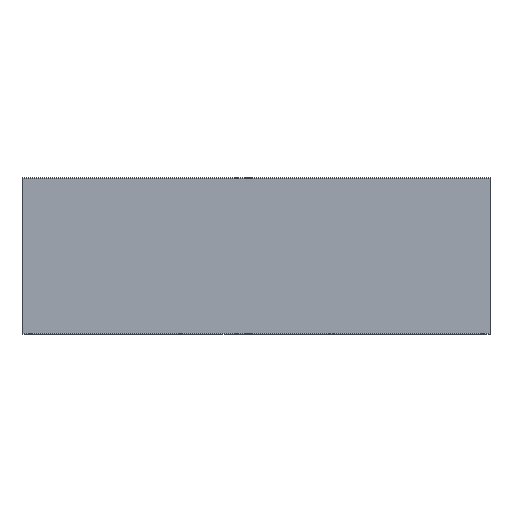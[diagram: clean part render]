
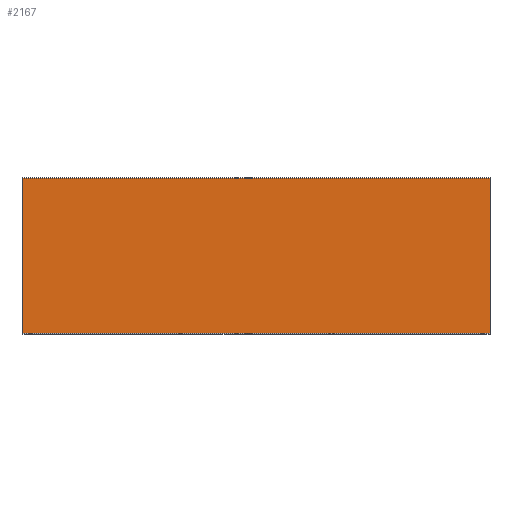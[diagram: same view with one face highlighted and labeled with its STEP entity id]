
A CAD part, top view. The second image highlights one B-rep face of the part: STEP entity #2167.
In plain terms, the highlighted face is planar.
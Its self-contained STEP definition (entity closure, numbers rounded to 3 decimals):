
#205 = EDGE_CURVE ( 'NONE', #1846, #2142, #2965, .T. ) ;
#229 = CARTESIAN_POINT ( 'NONE',  ( 1495., 498.5, -3. ) ) ;
#392 = ORIENTED_EDGE ( 'NONE', *, *, #3987, .F. ) ;
#561 = LINE ( 'NONE', #3425, #2730 ) ;
#731 = LINE ( 'NONE', #3610, #2351 ) ;
#1127 = CARTESIAN_POINT ( 'NONE',  ( 1495., -492.5, -3. ) ) ;
#1322 = CARTESIAN_POINT ( 'NONE',  ( 0., 0., -3. ) ) ;
#1334 = ORIENTED_EDGE ( 'NONE', *, *, #4143, .F. ) ;
#1846 = VERTEX_POINT ( 'NONE', #1127 ) ;
#1995 = DIRECTION ( 'NONE',  ( 0., 0., -1. ) ) ;
#2042 = VECTOR ( 'NONE', #4001, 1000. ) ;
#2142 = VERTEX_POINT ( 'NONE', #229 ) ;
#2167 = ADVANCED_FACE ( 'NONE', ( #4581 ), #3090, .T. ) ;
#2351 = VECTOR ( 'NONE', #2534, 1000. ) ;
#2534 = DIRECTION ( 'NONE',  ( 1., 0., 0. ) ) ;
#2730 = VECTOR ( 'NONE', #3071, 1000. ) ;
#2742 = ORIENTED_EDGE ( 'NONE', *, *, #4392, .F. ) ;
#2965 = LINE ( 'NONE', #4376, #3659 ) ;
#3071 = DIRECTION ( 'NONE',  ( 0., -1., 0. ) ) ;
#3078 = DIRECTION ( 'NONE',  ( -1., 0., 0. ) ) ;
#3090 = PLANE ( 'NONE',  #4199 ) ;
#3155 = ORIENTED_EDGE ( 'NONE', *, *, #205, .F. ) ;
#3285 = LINE ( 'NONE', #3607, #2042 ) ;
#3425 = CARTESIAN_POINT ( 'NONE',  ( -1495., -498.5, -3. ) ) ;
#3516 = CARTESIAN_POINT ( 'NONE',  ( -1495., 498.5, -3. ) ) ;
#3607 = CARTESIAN_POINT ( 'NONE',  ( -1495., 498.5, -3. ) ) ;
#3610 = CARTESIAN_POINT ( 'NONE',  ( -1495., -492.5, -3. ) ) ;
#3659 = VECTOR ( 'NONE', #4404, 1000. ) ;
#3987 = EDGE_CURVE ( 'NONE', #4304, #4627, #561, .T. ) ;
#3999 = CARTESIAN_POINT ( 'NONE',  ( -1495., -492.5, -3. ) ) ;
#4001 = DIRECTION ( 'NONE',  ( -1., 0., 0. ) ) ;
#4143 = EDGE_CURVE ( 'NONE', #2142, #4304, #3285, .T. ) ;
#4199 = AXIS2_PLACEMENT_3D ( 'NONE', #1322, #1995, #3078 ) ;
#4304 = VERTEX_POINT ( 'NONE', #3516 ) ;
#4376 = CARTESIAN_POINT ( 'NONE',  ( 1495., -498.5, -3. ) ) ;
#4392 = EDGE_CURVE ( 'NONE', #4627, #1846, #731, .T. ) ;
#4404 = DIRECTION ( 'NONE',  ( 0., 1., 0. ) ) ;
#4457 = EDGE_LOOP ( 'NONE', ( #3155, #2742, #392, #1334 ) ) ;
#4581 = FACE_OUTER_BOUND ( 'NONE', #4457, .T. ) ;
#4627 = VERTEX_POINT ( 'NONE', #3999 ) ;
